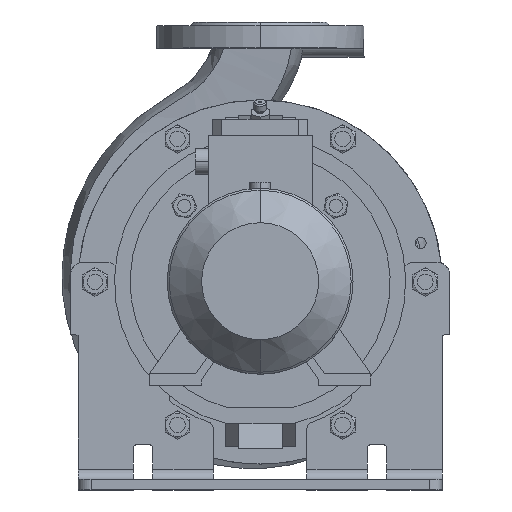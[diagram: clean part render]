
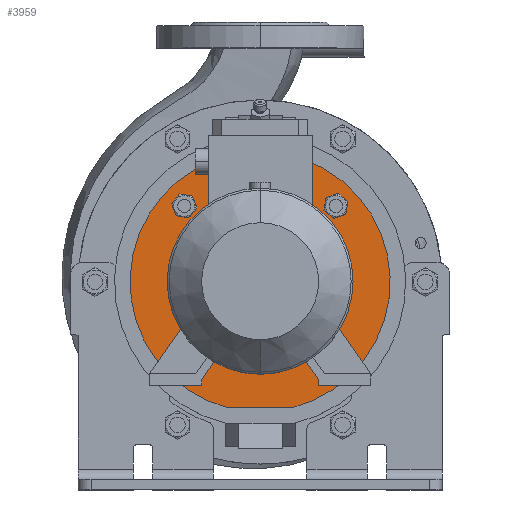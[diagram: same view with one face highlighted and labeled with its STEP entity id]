
A CAD part, top view. The second image highlights one B-rep face of the part: STEP entity #3959.
In plain terms, the highlighted planar face has unit normal (0, 0, 1).
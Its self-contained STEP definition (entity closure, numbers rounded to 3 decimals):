
#267 = CARTESIAN_POINT ( 'NONE',  ( -66.289, 59.739, 172. ) ) ;
#527 = CARTESIAN_POINT ( 'NONE',  ( 59.739, 66.289, 172. ) ) ;
#535 = DIRECTION ( 'NONE',  ( 0., -1., 0. ) ) ;
#688 = DIRECTION ( 'NONE',  ( 0., 0., 1. ) ) ;
#703 = CARTESIAN_POINT ( 'NONE',  ( 0., 100., 172. ) ) ;
#1346 = EDGE_CURVE ( 'NONE', #39756, #37004, #48548, .T. ) ;
#1470 = DIRECTION ( 'NONE',  ( 0., -1., 0. ) ) ;
#1551 = CARTESIAN_POINT ( 'NONE',  ( 24.31, -97., 172. ) ) ;
#1603 = AXIS2_PLACEMENT_3D ( 'NONE', #22615, #688, #18814 ) ;
#2883 = AXIS2_PLACEMENT_3D ( 'NONE', #38858, #21353, #34839 ) ;
#3487 = EDGE_CURVE ( 'NONE', #5952, #22557, #8952, .T. ) ;
#3585 = EDGE_CURVE ( 'NONE', #35203, #5097, #35492, .T. ) ;
#3586 = CARTESIAN_POINT ( 'NONE',  ( 0., 0., 172. ) ) ;
#3959 = ADVANCED_FACE ( 'NONE', ( #8186, #18426, #51801, #25867, #14234, #34649 ), #4373, .T. ) ;
#4271 = AXIS2_PLACEMENT_3D ( 'NONE', #28945, #24039, #20980 ) ;
#4373 = PLANE ( 'NONE',  #2883 ) ;
#5097 = VERTEX_POINT ( 'NONE', #1551 ) ;
#5658 = AXIS2_PLACEMENT_3D ( 'NONE', #17220, #47716, #25771 ) ;
#5952 = VERTEX_POINT ( 'NONE', #7643 ) ;
#6035 = DIRECTION ( 'NONE',  ( 0., 0., -1. ) ) ;
#6126 = ORIENTED_EDGE ( 'NONE', *, *, #18332, .F. ) ;
#6368 = AXIS2_PLACEMENT_3D ( 'NONE', #8978, #39427, #13326 ) ;
#6825 = DIRECTION ( 'NONE',  ( 0., -1., 0. ) ) ;
#6891 = VECTOR ( 'NONE', #35986, 1000. ) ;
#7071 = DIRECTION ( 'NONE',  ( 0., -1., 0. ) ) ;
#7643 = CARTESIAN_POINT ( 'NONE',  ( 0., 70., 172. ) ) ;
#8074 = VERTEX_POINT ( 'NONE', #20528 ) ;
#8186 = FACE_BOUND ( 'NONE', #48518, .T. ) ;
#8952 = CIRCLE ( 'NONE', #4271, 70. ) ;
#8978 = CARTESIAN_POINT ( 'NONE',  ( 0., 0., 172. ) ) ;
#9066 = ORIENTED_EDGE ( 'NONE', *, *, #47881, .F. ) ;
#9374 = ORIENTED_EDGE ( 'NONE', *, *, #14045, .F. ) ;
#9780 = DIRECTION ( 'NONE',  ( 0., 0., 1. ) ) ;
#10763 = CARTESIAN_POINT ( 'NONE',  ( -58.336, -58.336, 172. ) ) ;
#10786 = CIRCLE ( 'NONE', #18629, 8.075 ) ;
#11177 = CARTESIAN_POINT ( 'NONE',  ( -59.739, -66.289, 172. ) ) ;
#11621 = AXIS2_PLACEMENT_3D ( 'NONE', #24098, #6035, #15331 ) ;
#11735 = AXIS2_PLACEMENT_3D ( 'NONE', #35895, #9780, #44706 ) ;
#12106 = CARTESIAN_POINT ( 'NONE',  ( 0., 0., 172. ) ) ;
#12163 = DIRECTION ( 'NONE',  ( 0., 1., 0. ) ) ;
#12310 = VERTEX_POINT ( 'NONE', #11177 ) ;
#13271 = ORIENTED_EDGE ( 'NONE', *, *, #54582, .T. ) ;
#13326 = DIRECTION ( 'NONE',  ( 0., 1., 0. ) ) ;
#13387 = EDGE_LOOP ( 'NONE', ( #42346, #39635 ) ) ;
#14045 = EDGE_CURVE ( 'NONE', #37004, #39756, #34564, .T. ) ;
#14234 = FACE_OUTER_BOUND ( 'NONE', #37312, .T. ) ;
#15331 = DIRECTION ( 'NONE',  ( 0., -1., 0. ) ) ;
#16919 = DIRECTION ( 'NONE',  ( 0., 0., -1. ) ) ;
#17220 = CARTESIAN_POINT ( 'NONE',  ( 58.336, 58.336, 172. ) ) ;
#18031 = EDGE_CURVE ( 'NONE', #35943, #49373, #31745, .T. ) ;
#18332 = EDGE_CURVE ( 'NONE', #35203, #49145, #19451, .T. ) ;
#18426 = FACE_BOUND ( 'NONE', #13387, .T. ) ;
#18525 = EDGE_CURVE ( 'NONE', #8074, #36396, #41891, .T. ) ;
#18526 = CIRCLE ( 'NONE', #11621, 8.075 ) ;
#18629 = AXIS2_PLACEMENT_3D ( 'NONE', #10763, #19395, #6825 ) ;
#18814 = DIRECTION ( 'NONE',  ( 0., -1., 0. ) ) ;
#19395 = DIRECTION ( 'NONE',  ( 0., 0., 1. ) ) ;
#19451 = CIRCLE ( 'NONE', #6368, 100. ) ;
#20528 = CARTESIAN_POINT ( 'NONE',  ( 66.289, -59.739, 172. ) ) ;
#20649 = CARTESIAN_POINT ( 'NONE',  ( 56.934, 50.384, 172. ) ) ;
#20980 = DIRECTION ( 'NONE',  ( 0., 1., 0. ) ) ;
#21353 = DIRECTION ( 'NONE',  ( 0., 0., 1. ) ) ;
#22557 = VERTEX_POINT ( 'NONE', #56105 ) ;
#22615 = CARTESIAN_POINT ( 'NONE',  ( 58.336, -58.336, 172. ) ) ;
#24039 = DIRECTION ( 'NONE',  ( 0., 0., -1. ) ) ;
#24098 = CARTESIAN_POINT ( 'NONE',  ( -58.336, 58.336, 172. ) ) ;
#25596 = ORIENTED_EDGE ( 'NONE', *, *, #1346, .F. ) ;
#25771 = DIRECTION ( 'NONE',  ( 0., -1., 0. ) ) ;
#25867 = FACE_BOUND ( 'NONE', #27121, .T. ) ;
#26583 = CARTESIAN_POINT ( 'NONE',  ( 58.336, -58.336, 172. ) ) ;
#27121 = EDGE_LOOP ( 'NONE', ( #30126, #35694 ) ) ;
#27132 = CIRCLE ( 'NONE', #39845, 100. ) ;
#28945 = CARTESIAN_POINT ( 'NONE',  ( 0., 0., 172. ) ) ;
#29481 = AXIS2_PLACEMENT_3D ( 'NONE', #3586, #38454, #12163 ) ;
#29674 = EDGE_LOOP ( 'NONE', ( #53309, #13271 ) ) ;
#29909 = CIRCLE ( 'NONE', #50716, 8.075 ) ;
#30126 = ORIENTED_EDGE ( 'NONE', *, *, #32102, .F. ) ;
#30301 = AXIS2_PLACEMENT_3D ( 'NONE', #41240, #41047, #1470 ) ;
#31059 = EDGE_CURVE ( 'NONE', #12310, #53832, #44570, .T. ) ;
#31745 = CIRCLE ( 'NONE', #37677, 8.075 ) ;
#32102 = EDGE_CURVE ( 'NONE', #36396, #8074, #29909, .T. ) ;
#32317 = EDGE_CURVE ( 'NONE', #53832, #12310, #10786, .T. ) ;
#34434 = CARTESIAN_POINT ( 'NONE',  ( -24.31, -97., 172. ) ) ;
#34564 = CIRCLE ( 'NONE', #30301, 8.075 ) ;
#34649 = FACE_BOUND ( 'NONE', #29674, .T. ) ;
#34839 = DIRECTION ( 'NONE',  ( 0., -1., 0. ) ) ;
#35203 = VERTEX_POINT ( 'NONE', #34434 ) ;
#35492 = LINE ( 'NONE', #39794, #6891 ) ;
#35694 = ORIENTED_EDGE ( 'NONE', *, *, #18525, .F. ) ;
#35895 = CARTESIAN_POINT ( 'NONE',  ( -58.336, -58.336, 172. ) ) ;
#35943 = VERTEX_POINT ( 'NONE', #267 ) ;
#35986 = DIRECTION ( 'NONE',  ( 1., 0., 0. ) ) ;
#36396 = VERTEX_POINT ( 'NONE', #38501 ) ;
#37004 = VERTEX_POINT ( 'NONE', #527 ) ;
#37312 = EDGE_LOOP ( 'NONE', ( #45774, #9066, #6126 ) ) ;
#37677 = AXIS2_PLACEMENT_3D ( 'NONE', #44447, #41725, #7071 ) ;
#38215 = DIRECTION ( 'NONE',  ( 0., 1., 0. ) ) ;
#38300 = EDGE_LOOP ( 'NONE', ( #25596, #9374 ) ) ;
#38454 = DIRECTION ( 'NONE',  ( 0., 0., -1. ) ) ;
#38501 = CARTESIAN_POINT ( 'NONE',  ( 50.384, -56.934, 172. ) ) ;
#38858 = CARTESIAN_POINT ( 'NONE',  ( 0., 100., 172. ) ) ;
#39427 = DIRECTION ( 'NONE',  ( 0., 0., -1. ) ) ;
#39635 = ORIENTED_EDGE ( 'NONE', *, *, #31059, .F. ) ;
#39756 = VERTEX_POINT ( 'NONE', #20649 ) ;
#39794 = CARTESIAN_POINT ( 'NONE',  ( -100., -97., 172. ) ) ;
#39845 = AXIS2_PLACEMENT_3D ( 'NONE', #12106, #16919, #38215 ) ;
#41047 = DIRECTION ( 'NONE',  ( 0., 0., 1. ) ) ;
#41240 = CARTESIAN_POINT ( 'NONE',  ( 58.336, 58.336, 172. ) ) ;
#41712 = EDGE_CURVE ( 'NONE', #49373, #35943, #18526, .T. ) ;
#41725 = DIRECTION ( 'NONE',  ( 0., 0., -1. ) ) ;
#41891 = CIRCLE ( 'NONE', #1603, 8.075 ) ;
#42346 = ORIENTED_EDGE ( 'NONE', *, *, #32317, .F. ) ;
#42662 = CIRCLE ( 'NONE', #29481, 70. ) ;
#44372 = DIRECTION ( 'NONE',  ( 0., 0., 1. ) ) ;
#44447 = CARTESIAN_POINT ( 'NONE',  ( -58.336, 58.336, 172. ) ) ;
#44570 = CIRCLE ( 'NONE', #11735, 8.075 ) ;
#44706 = DIRECTION ( 'NONE',  ( 0., -1., 0. ) ) ;
#45618 = ORIENTED_EDGE ( 'NONE', *, *, #41712, .T. ) ;
#45774 = ORIENTED_EDGE ( 'NONE', *, *, #3585, .T. ) ;
#46038 = CARTESIAN_POINT ( 'NONE',  ( -50.384, 56.934, 172. ) ) ;
#47716 = DIRECTION ( 'NONE',  ( 0., 0., 1. ) ) ;
#47881 = EDGE_CURVE ( 'NONE', #49145, #5097, #27132, .T. ) ;
#48518 = EDGE_LOOP ( 'NONE', ( #45618, #54635 ) ) ;
#48548 = CIRCLE ( 'NONE', #5658, 8.075 ) ;
#49145 = VERTEX_POINT ( 'NONE', #703 ) ;
#49373 = VERTEX_POINT ( 'NONE', #46038 ) ;
#50716 = AXIS2_PLACEMENT_3D ( 'NONE', #26583, #44372, #535 ) ;
#50786 = CARTESIAN_POINT ( 'NONE',  ( -56.934, -50.384, 172. ) ) ;
#51801 = FACE_BOUND ( 'NONE', #38300, .T. ) ;
#53309 = ORIENTED_EDGE ( 'NONE', *, *, #3487, .T. ) ;
#53832 = VERTEX_POINT ( 'NONE', #50786 ) ;
#54582 = EDGE_CURVE ( 'NONE', #22557, #5952, #42662, .T. ) ;
#54635 = ORIENTED_EDGE ( 'NONE', *, *, #18031, .T. ) ;
#56105 = CARTESIAN_POINT ( 'NONE',  ( 0., -70., 172. ) ) ;
